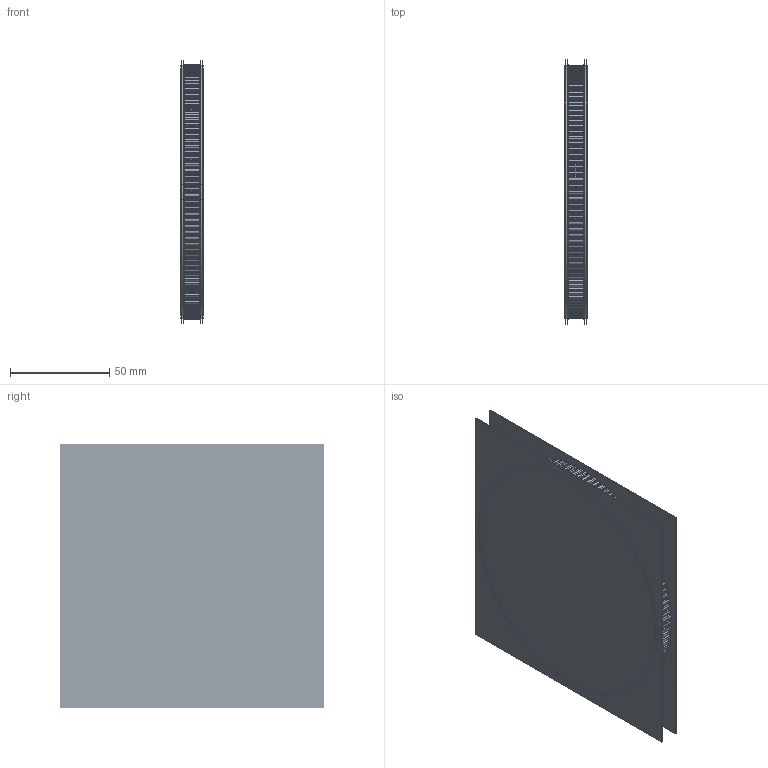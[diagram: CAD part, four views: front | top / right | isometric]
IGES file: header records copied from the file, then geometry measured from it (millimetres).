
Start section:  PTC IGES file: fe528z.igs
Global section: file name: fe528z.igs; native system: Creo Parametric by Parametric Technology Corporation; preprocessor: 2013150; author: sales 4; organization: Unknown; date: 20140324.142348; units: millimetre
Bounding box: 11.44 x 132.91 x 132.91 mm (x, y, z)
Volume: 8376.1 mm3; surface area: 389225 mm2
Topology: 127 solids, 127 shells, 7968 faces, 43712 edges, 56168 vertices
Faces by surface type: revolution 5048, bspline 2920
